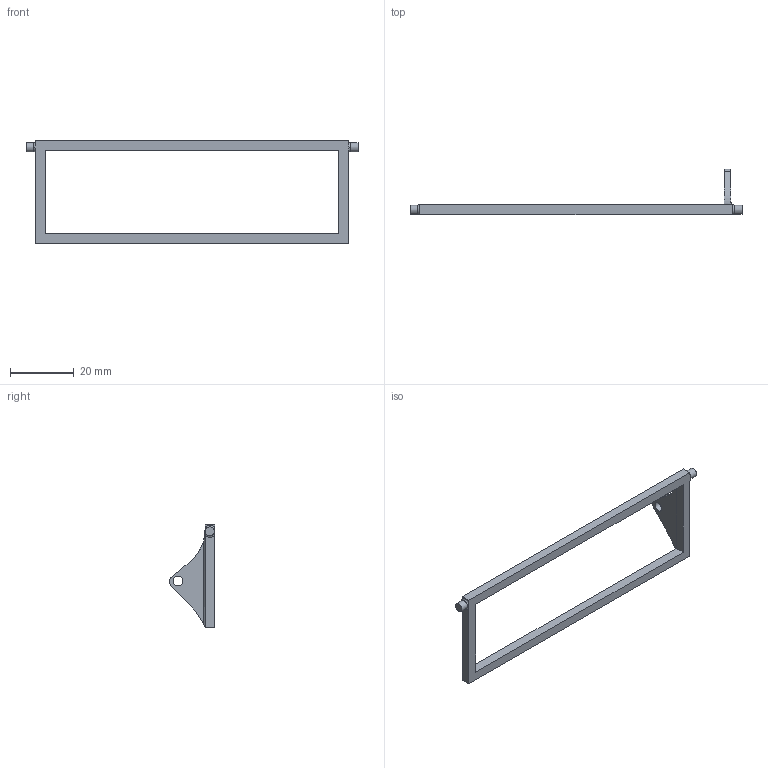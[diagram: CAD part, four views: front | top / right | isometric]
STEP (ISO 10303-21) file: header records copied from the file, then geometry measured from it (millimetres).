
FILE_DESCRIPTION(/* description */ (''),/* implementation_level */ '2;1');
FILE_NAME(/* name */ '90199b1a-c254-4f7a-930f-68887f175895.stp',/* time_stamp */ '2019-01-08T14:17:10+00:00',/* author */ (''),/* organization */ (''),/* preprocessor_version */ 'ST-DEVELOPER v17.2',/* originating_system */ 'Autodesk Translation Framework v7.6.0.251',/* authorisation */ '');
FILE_SCHEMA (('AUTOMOTIVE_DESIGN { 1 0 10303 214 3 1 1 }'));
Length unit declared in the file: millimetre
Products named in the file (1): horizontal move fin right
Bounding box: 104 x 14.18 x 32 mm (x, y, z)
Volume: 2546.1 mm3; surface area: 3315.8 mm2
Topology: 1 solids, 1 shells, 28 faces, 76 edges, 49 vertices
Faces by surface type: plane 18, cylinder 8, torus 2
Full cylindrical faces by diameter (mm): 2.8 x2, 3 x1
Entity records: 978 total; most frequent: CARTESIAN_POINT 218, ORIENTED_EDGE 152, DIRECTION 148, EDGE_CURVE 76, AXIS2_PLACEMENT_3D 51, VERTEX_POINT 49, LINE 46, VECTOR 46
